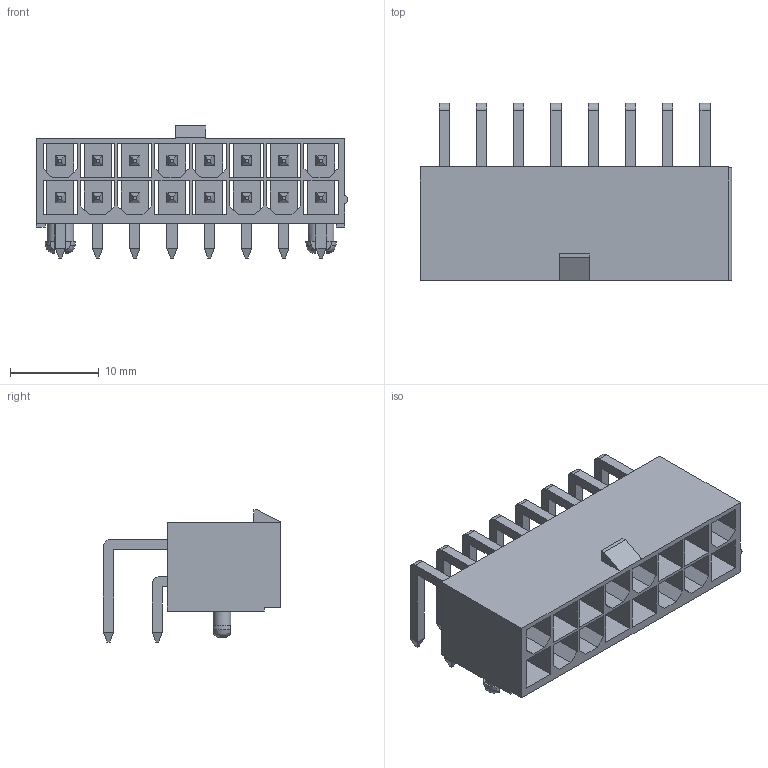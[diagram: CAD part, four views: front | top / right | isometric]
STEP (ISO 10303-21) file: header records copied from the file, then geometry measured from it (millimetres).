
FILE_DESCRIPTION(/* description */ ('Unknown'),/* implementation_level */ '2;1');
FILE_NAME(/* name */ '649016227222',/* time_stamp */ '2019-08-14T15:32:55+02:00',/* author */ ('Unknown'),/* organization */ ('Unknown'),/* preprocessor_version */ 'ST-DEVELOPER v16.7',/* originating_system */ 'DEX',/* authorisation */ $);
FILE_SCHEMA (('AUTOMOTIVE_DESIGN {1 0 10303 214 3 1 1}'));
Length unit declared in the file: millimetre
Products named in the file (4): 6490xx227222; 649016227222; 6490xx227222_PIN; 6490xx227222_PIN_BIS
Assembly tree (17 placements, depth 2):
  6490xx227222
    649016227222
    6490xx227222_PIN  x8
    6490xx227222_PIN_BIS  x8
Bounding box: 35.1 x 19.97 x 14.9 mm (x, y, z)
Volume: 2270.1 mm3; surface area: 6691.7 mm2
Topology: 17 solids, 17 shells, 619 faces, 1559 edges, 970 vertices
Faces by surface type: plane 586, cylinder 21, bspline 12
Entity records: 12475 total; most frequent: CARTESIAN_POINT 2630, ORIENTED_EDGE 2082, DIRECTION 1777, EDGE_CURVE 1041, LINE 983, VECTOR 983, VERTEX_POINT 662, EDGE_LOOP 473
